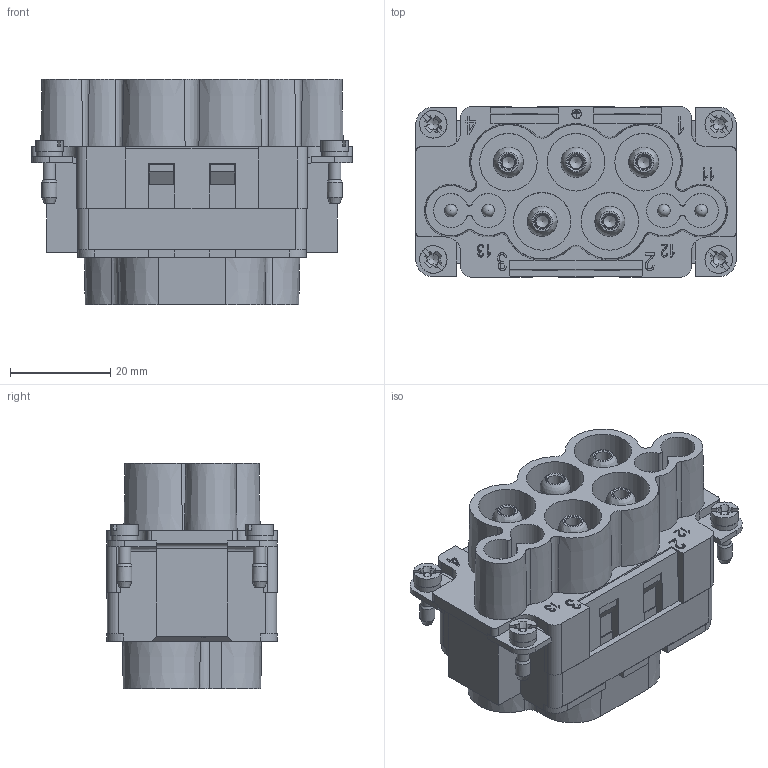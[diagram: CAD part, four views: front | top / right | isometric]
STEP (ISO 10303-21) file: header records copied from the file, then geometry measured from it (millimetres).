
FILE_DESCRIPTION(/* description */ (''),/* implementation_level */ '2;1');
FILE_NAME(/* name */ 'HK-004.1&4-M.stp',/* time_stamp */ '2023-09-18T16:38:37+08:00',/* author */ (''),/* organization */ (''),/* preprocessor_version */ 'ST-DEVELOPER v16',/* originating_system */ 'SIEMENS PLM Software NX 10.0',/* authorisation */ '');
FILE_SCHEMA (('AUTOMOTIVE_DESIGN { 1 0 10303 214 3 1 1 1 }'));
Length unit declared in the file: millimetre
Products named in the file (1): Admi16F8F3C4yuj1
Bounding box: 64.02 x 34 x 45 mm (x, y, z)
Volume: 45881.7 mm3; surface area: 24207.5 mm2
Topology: 1 solids, 1 shells, 1139 faces, 3035 edges, 1978 vertices
Faces by surface type: plane 615, extrusion 224, cylinder 142, cone 134, torus 15, sphere 5, bspline 4
Full cylindrical faces by diameter (mm): 1.8 x2, 1.921 x2, 2.5 x13, 2.97 x4, 3 x5, 3.05 x4, 5 x10, 5.2 x1, 5.25 x4, 5.3 x4, 5.4 x4, 5.5 x4, 5.97 x4, 6 x6, 6.5 x10, 8.9 x4, 9 x6, 11.5 x5
Entity records: 37512 total; most frequent: CARTESIAN_POINT 8339, ORIENTED_EDGE 5488, DIRECTION 4743, EDGE_CURVE 2744, VERTEX_POINT 1907, VECTOR 1827, LINE 1603, AXIS2_PLACEMENT_3D 1458
